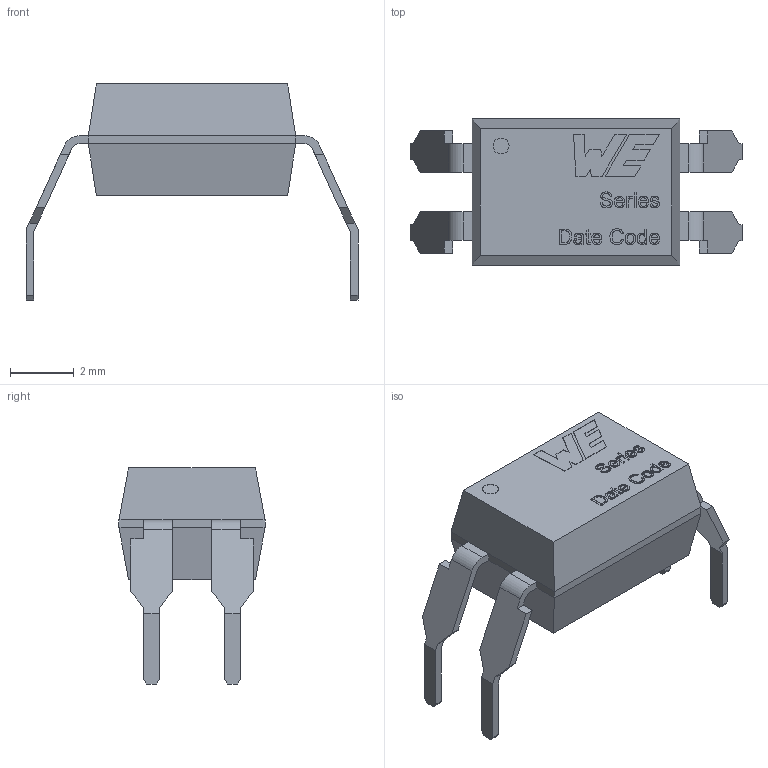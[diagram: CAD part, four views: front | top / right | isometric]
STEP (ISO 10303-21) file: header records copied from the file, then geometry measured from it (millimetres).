
FILE_DESCRIPTION(/* description */ ('Unknown'),/* implementation_level */ '2;1');
FILE_NAME(/* name */ 'DIP4_ZeroCross(M)',/* time_stamp */ '2021-10-27T14:09:35+02:00',/* author */ ('Unknown'),/* organization */ ('Unknown'),/* preprocessor_version */ 'ST-DEVELOPER v16.7',/* originating_system */ 'Solid Edge',/* authorisation */ 'Unknown');
FILE_SCHEMA (('AUTOMOTIVE_DESIGN {1 0 10303 214 3 1 1}'));
Length unit declared in the file: millimetre
Products named in the file (3): DIP4_ZeroCross(M); Body; Pin
Assembly tree (3 placements, depth 2):
  DIP4_ZeroCross(M)
    Body
    Pin  x2
Bounding box: 10.41 x 4.58 x 6.78 mm (x, y, z)
Volume: 99.4 mm3; surface area: 234.4 mm2
Topology: 3 solids, 3 shells, 230 faces, 582 edges, 380 vertices
Faces by surface type: plane 187, bspline 34, cylinder 9
Full cylindrical faces by diameter (mm): 0.5 x1
Entity records: 8535 total; most frequent: CARTESIAN_POINT 3102, ORIENTED_EDGE 964, DIRECTION 656, EDGE_CURVE 482, VERTEX_POINT 316, LINE 304, VECTOR 304, EDGE_LOOP 226
